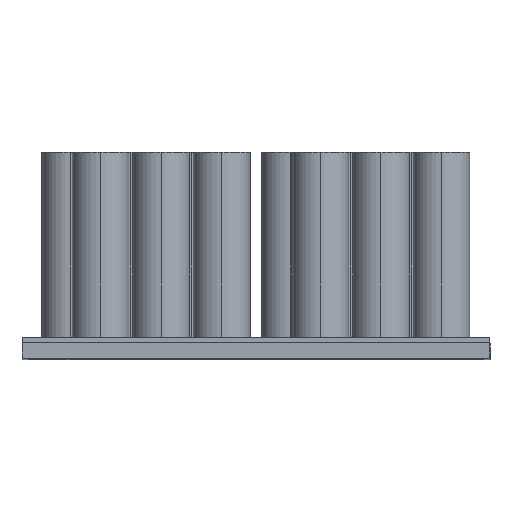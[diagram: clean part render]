
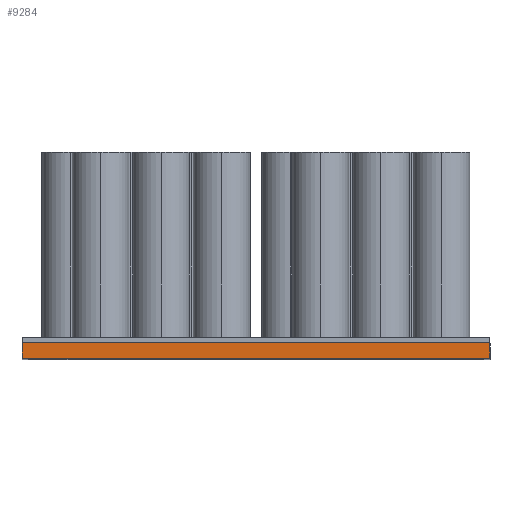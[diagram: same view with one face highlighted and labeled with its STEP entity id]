
A CAD part, top view. The second image highlights one B-rep face of the part: STEP entity #9284.
In plain terms, the highlighted face is planar.
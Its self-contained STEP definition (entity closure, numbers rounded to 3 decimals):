
#209 = EDGE_CURVE ( 'NONE', #1044, #4528, #2088, .T. ) ;
#375 = PLANE ( 'NONE',  #7560 ) ;
#745 = EDGE_CURVE ( 'NONE', #6393, #1044, #12485, .T. ) ;
#753 = CARTESIAN_POINT ( 'NONE',  ( -148., 0., 88.75 ) ) ;
#1044 = VERTEX_POINT ( 'NONE', #2610 ) ;
#1710 = CARTESIAN_POINT ( 'NONE',  ( -148., 6., 88.75 ) ) ;
#1740 = VERTEX_POINT ( 'NONE', #10184 ) ;
#2025 = VECTOR ( 'NONE', #6096, 1000. ) ;
#2088 = LINE ( 'NONE', #8018, #2025 ) ;
#2444 = EDGE_CURVE ( 'NONE', #1740, #4528, #4677, .T. ) ;
#2470 = ORIENTED_EDGE ( 'NONE', *, *, #6661, .F. ) ;
#2610 = CARTESIAN_POINT ( 'NONE',  ( -148., 0., -88.75 ) ) ;
#3538 = CARTESIAN_POINT ( 'NONE',  ( -148., 6., -88.75 ) ) ;
#3825 = VECTOR ( 'NONE', #4286, 1000. ) ;
#3828 = EDGE_LOOP ( 'NONE', ( #9488, #10989, #2470, #7625 ) ) ;
#3972 = VECTOR ( 'NONE', #11260, 1000. ) ;
#4286 = DIRECTION ( 'NONE',  ( 0., -1., 0. ) ) ;
#4528 = VERTEX_POINT ( 'NONE', #753 ) ;
#4677 = LINE ( 'NONE', #1710, #6597 ) ;
#5660 = DIRECTION ( 'NONE',  ( 0., -1., 0. ) ) ;
#6096 = DIRECTION ( 'NONE',  ( 0., 0., 1. ) ) ;
#6393 = VERTEX_POINT ( 'NONE', #6809 ) ;
#6597 = VECTOR ( 'NONE', #5660, 1000. ) ;
#6661 = EDGE_CURVE ( 'NONE', #6393, #1740, #9265, .T. ) ;
#6809 = CARTESIAN_POINT ( 'NONE',  ( -148., 6., -88.75 ) ) ;
#7560 = AXIS2_PLACEMENT_3D ( 'NONE', #11312, #11382, #12500 ) ;
#7625 = ORIENTED_EDGE ( 'NONE', *, *, #745, .T. ) ;
#8018 = CARTESIAN_POINT ( 'NONE',  ( -148., 0., -88.75 ) ) ;
#9265 = LINE ( 'NONE', #10286, #3972 ) ;
#9284 = ADVANCED_FACE ( 'NONE', ( #9323 ), #375, .F. ) ;
#9323 = FACE_OUTER_BOUND ( 'NONE', #3828, .T. ) ;
#9488 = ORIENTED_EDGE ( 'NONE', *, *, #209, .T. ) ;
#10184 = CARTESIAN_POINT ( 'NONE',  ( -148., 6., 88.75 ) ) ;
#10286 = CARTESIAN_POINT ( 'NONE',  ( -148., 6., -88.75 ) ) ;
#10989 = ORIENTED_EDGE ( 'NONE', *, *, #2444, .F. ) ;
#11260 = DIRECTION ( 'NONE',  ( 0., 0., 1. ) ) ;
#11312 = CARTESIAN_POINT ( 'NONE',  ( -148., 6., -88.75 ) ) ;
#11382 = DIRECTION ( 'NONE',  ( 1., 0., 0. ) ) ;
#12485 = LINE ( 'NONE', #3538, #3825 ) ;
#12500 = DIRECTION ( 'NONE',  ( 0., 0., -1. ) ) ;
